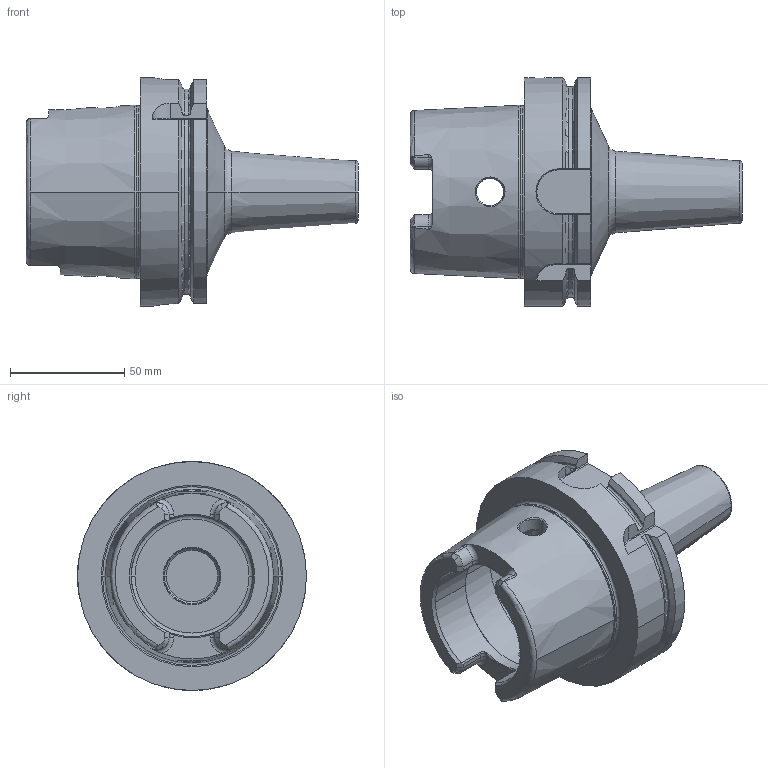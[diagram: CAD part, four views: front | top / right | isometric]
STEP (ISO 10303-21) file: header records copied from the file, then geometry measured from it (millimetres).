
FILE_DESCRIPTION((''),'2;1');
FILE_NAME('A100-140-12-3','2011-09-13T',('mei'),(''),'PRO/ENGINEER BY PARAMETRIC TECHNOLOGY CORPORATION, 2010430','PRO/ENGINEER BY PARAMETRIC TECHNOLOGY CORPORATION, 2010430','');
FILE_SCHEMA(('CONFIG_CONTROL_DESIGN'));
Length unit declared in the file: millimetre
Products named in the file (1): A100-140-12-3
Bounding box: 145 x 100 x 100 mm (x, y, z)
Volume: 314828.6 mm3; surface area: 57546.3 mm2
Topology: 1 solids, 3 shells, 176 faces, 441 edges, 269 vertices
Faces by surface type: plane 50, cylinder 49, torus 34, cone 33, bspline 8, extrusion 2
Entity records: 6680 total; most frequent: CARTESIAN_POINT 2511, ORIENTED_EDGE 874, DIRECTION 856, EDGE_CURVE 441, AXIS2_PLACEMENT_3D 338, VERTEX_POINT 269, EDGE_LOOP 182, VECTOR 180
